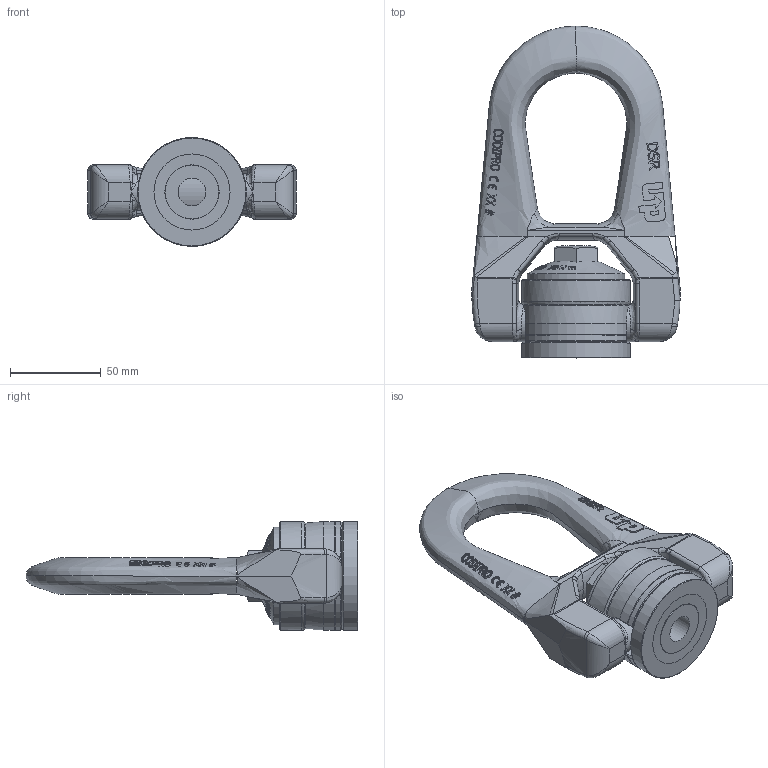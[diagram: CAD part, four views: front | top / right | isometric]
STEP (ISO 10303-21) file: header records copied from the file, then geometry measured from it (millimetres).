
FILE_DESCRIPTION(/* description */ (''),/* implementation_level */ '2;1');
FILE_NAME(/* name */ 'FE DSR M18 UP.stp',/* time_stamp */ '2017-09-22T08:40:24+02:00',/* author */ ('rklenes'),/* organization */ (''),/* preprocessor_version */ 'ST-DEVELOPER v16.5',/* originating_system */ 'Autodesk Inventor 2017',/* authorisation */ '');
FILE_SCHEMA (('AUTOMOTIVE_DESIGN { 1 0 10303 214 3 1 1 }'));
Products named in the file (6): FE DSR M18 UP; DSR 3; DRB_B3B; DRM_AF3B_UP; DRE_D3M30A; FE_DRA_M18_UP
Assembly tree (5 placements, depth 3):
  FE DSR M18 UP
    DSR 3
      DRB_B3B
      DRM_AF3B_UP
    DRE_D3M30A
    FE_DRA_M18_UP
Bounding box: 115 x 183 x 60 mm (x, y, z)
Volume: 309257 mm3; surface area: 75093.3 mm2
Topology: 4 solids, 4 shells, 749 faces, 1989 edges, 1283 vertices
Faces by surface type: plane 344, bspline 277, cylinder 76, cone 36, torus 15, sphere 1
Full cylindrical faces by diameter (mm): 15.294 x1, 20 x2, 29.72 x1, 29.92 x3, 30.12 x1, 33.6 x2, 34 x2, 46 x1, 54 x1, 60 x2
Entity records: 43180 total; most frequent: CARTESIAN_POINT 26668, ORIENTED_EDGE 3874, DIRECTION 2599, EDGE_CURVE 1937, VERTEX_POINT 1274, AXIS2_PLACEMENT_3D 958, EDGE_LOOP 833, FACE_OUTER_BOUND 748
